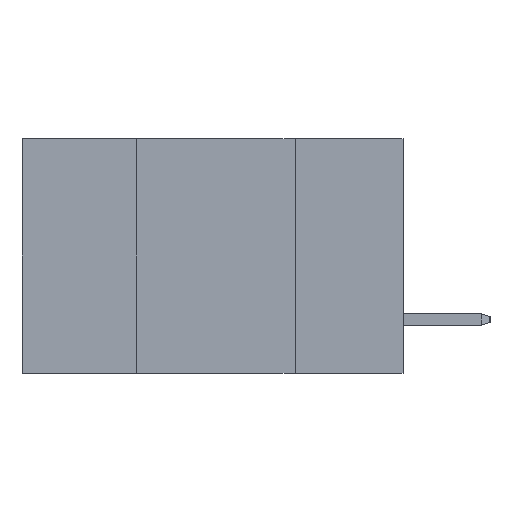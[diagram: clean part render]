
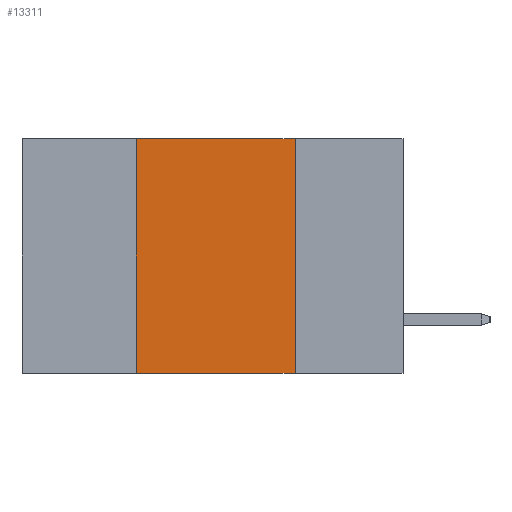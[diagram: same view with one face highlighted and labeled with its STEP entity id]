
A CAD part, left-side view. The second image highlights one B-rep face of the part: STEP entity #13311.
In plain terms, the highlighted planar face has unit normal (-1, 0, 0).
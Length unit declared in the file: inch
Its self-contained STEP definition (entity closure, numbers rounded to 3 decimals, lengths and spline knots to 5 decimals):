
#1772 = CARTESIAN_POINT ( 'NONE',  ( 0., 0.42, 0. ) ) ;
#1834 = VERTEX_POINT ( 'NONE', #7778 ) ;
#2109 = ORIENTED_EDGE ( 'NONE', *, *, #7917, .T. ) ;
#2774 = CARTESIAN_POINT ( 'NONE',  ( 0., 0.17, 0. ) ) ;
#2923 = LINE ( 'NONE', #1772, #6349 ) ;
#3776 = LINE ( 'NONE', #2774, #13411 ) ;
#3813 = CARTESIAN_POINT ( 'NONE',  ( 0., 0.6, 0. ) ) ;
#4836 = CARTESIAN_POINT ( 'NONE',  ( 0., 0.6, 0. ) ) ;
#5893 = DIRECTION ( 'NONE',  ( 0., -1., 0. ) ) ;
#6349 = VECTOR ( 'NONE', #6430, 39.37008 ) ;
#6359 = CARTESIAN_POINT ( 'NONE',  ( 0., 0.42, -0.37 ) ) ;
#6430 = DIRECTION ( 'NONE',  ( 0., 0., 1. ) ) ;
#6735 = AXIS2_PLACEMENT_3D ( 'NONE', #4836, #9521, #14212 ) ;
#7036 = LINE ( 'NONE', #11729, #14424 ) ;
#7318 = LINE ( 'NONE', #3813, #10456 ) ;
#7778 = CARTESIAN_POINT ( 'NONE',  ( 0., 0.17, 0. ) ) ;
#7917 = EDGE_CURVE ( 'NONE', #11822, #13466, #7036, .T. ) ;
#8514 = DIRECTION ( 'NONE',  ( 0., 0., -1. ) ) ;
#8712 = EDGE_CURVE ( 'NONE', #11822, #13354, #2923, .T. ) ;
#8744 = CARTESIAN_POINT ( 'NONE',  ( 0., 0.42, 0. ) ) ;
#9521 = DIRECTION ( 'NONE',  ( 1., 0., 0. ) ) ;
#9797 = ORIENTED_EDGE ( 'NONE', *, *, #10917, .F. ) ;
#10135 = CARTESIAN_POINT ( 'NONE',  ( 0., 0.17, -0.37 ) ) ;
#10456 = VECTOR ( 'NONE', #14467, 39.37008 ) ;
#10665 = PLANE ( 'NONE',  #6735 ) ;
#10917 = EDGE_CURVE ( 'NONE', #13354, #1834, #7318, .T. ) ;
#11643 = EDGE_LOOP ( 'NONE', ( #12117, #9797, #12243, #2109 ) ) ;
#11729 = CARTESIAN_POINT ( 'NONE',  ( 0., 0.6, -0.37 ) ) ;
#11822 = VERTEX_POINT ( 'NONE', #6359 ) ;
#11874 = EDGE_CURVE ( 'NONE', #1834, #13466, #3776, .T. ) ;
#12117 = ORIENTED_EDGE ( 'NONE', *, *, #11874, .F. ) ;
#12243 = ORIENTED_EDGE ( 'NONE', *, *, #8712, .F. ) ;
#12971 = FACE_OUTER_BOUND ( 'NONE', #11643, .T. ) ;
#13311 = ADVANCED_FACE ( 'NONE', ( #12971 ), #10665, .F. ) ;
#13354 = VERTEX_POINT ( 'NONE', #8744 ) ;
#13411 = VECTOR ( 'NONE', #8514, 39.37008 ) ;
#13466 = VERTEX_POINT ( 'NONE', #10135 ) ;
#14212 = DIRECTION ( 'NONE',  ( 0., 0., -1. ) ) ;
#14424 = VECTOR ( 'NONE', #5893, 39.37008 ) ;
#14467 = DIRECTION ( 'NONE',  ( 0., -1., 0. ) ) ;
